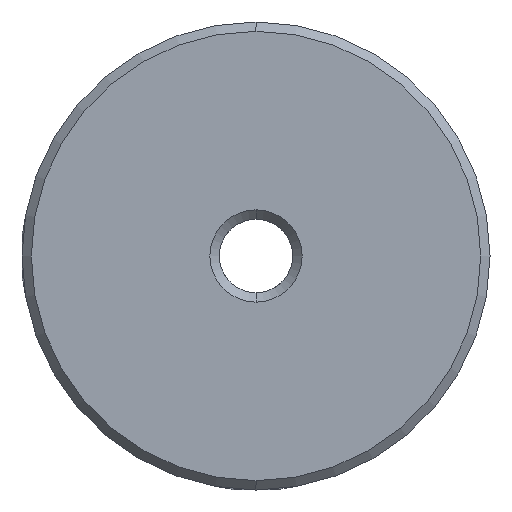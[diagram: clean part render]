
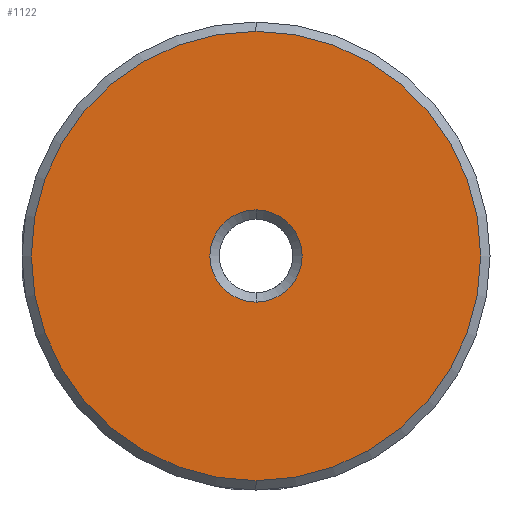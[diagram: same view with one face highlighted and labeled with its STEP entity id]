
A CAD part, left-side view. The second image highlights one B-rep face of the part: STEP entity #1122.
In plain terms, the highlighted planar face has unit normal (-1, 0, 0).
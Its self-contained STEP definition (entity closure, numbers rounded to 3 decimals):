
#9 = AXIS2_PLACEMENT_3D ( 'NONE', #215, #242, #243 ) ;
#10 = AXIS2_PLACEMENT_3D ( 'NONE', #239, #245, #246 ) ;
#215 = CARTESIAN_POINT ( 'NONE',  ( -9.55, 0., 0. ) ) ;
#239 = CARTESIAN_POINT ( 'NONE',  ( -9.55, 0., 0. ) ) ;
#242 = DIRECTION ( 'NONE',  ( -1., 0., 0. ) ) ;
#243 = DIRECTION ( 'NONE',  ( 0., 0., -1. ) ) ;
#245 = DIRECTION ( 'NONE',  ( 1., 0., 0. ) ) ;
#246 = DIRECTION ( 'NONE',  ( 0., 0., -1. ) ) ;
#551 = DIRECTION ( 'NONE',  ( 1., 0., 0. ) ) ;
#559 = CARTESIAN_POINT ( 'NONE',  ( -9.55, 0., 0. ) ) ;
#560 = DIRECTION ( 'NONE',  ( 0., 0., -1. ) ) ;
#589 = PLANE ( 'NONE',  #1392 ) ;
#769 = VERTEX_POINT ( 'NONE', #1008 ) ;
#770 = VERTEX_POINT ( 'NONE', #1009 ) ;
#771 = VERTEX_POINT ( 'NONE', #1010 ) ;
#772 = VERTEX_POINT ( 'NONE', #1011 ) ;
#1008 = CARTESIAN_POINT ( 'NONE',  ( -9.55, 0., -1.881 ) ) ;
#1009 = CARTESIAN_POINT ( 'NONE',  ( -9.55, 0., 1.881 ) ) ;
#1010 = CARTESIAN_POINT ( 'NONE',  ( -9.55, 0., 9.169 ) ) ;
#1011 = CARTESIAN_POINT ( 'NONE',  ( -9.55, 0., -9.169 ) ) ;
#1122 = ADVANCED_FACE ( 'NONE', ( #2138, #2130 ), #589, .F. ) ;
#1254 = EDGE_CURVE ( 'NONE', #770, #769, #2978, .T. ) ;
#1268 = EDGE_CURVE ( 'NONE', #771, #772, #3000, .T. ) ;
#1308 = EDGE_CURVE ( 'NONE', #772, #771, #3034, .T. ) ;
#1309 = EDGE_CURVE ( 'NONE', #769, #770, #3036, .T. ) ;
#1392 = AXIS2_PLACEMENT_3D ( 'NONE', #559, #551, #560 ) ;
#1472 = AXIS2_PLACEMENT_3D ( 'NONE', #2699, #2700, #2701 ) ;
#1478 = AXIS2_PLACEMENT_3D ( 'NONE', #2750, #2751, #2752 ) ;
#1535 = EDGE_LOOP ( 'NONE', ( #1692, #1693 ) ) ;
#1540 = EDGE_LOOP ( 'NONE', ( #1694, #1695 ) ) ;
#1692 = ORIENTED_EDGE ( 'NONE', *, *, #1308, .T. ) ;
#1693 = ORIENTED_EDGE ( 'NONE', *, *, #1268, .T. ) ;
#1694 = ORIENTED_EDGE ( 'NONE', *, *, #1254, .T. ) ;
#1695 = ORIENTED_EDGE ( 'NONE', *, *, #1309, .T. ) ;
#2130 = FACE_BOUND ( 'NONE', #1540, .T. ) ;
#2138 = FACE_OUTER_BOUND ( 'NONE', #1535, .T. ) ;
#2699 = CARTESIAN_POINT ( 'NONE',  ( -9.55, 0., 0. ) ) ;
#2700 = DIRECTION ( 'NONE',  ( 1., 0., 0. ) ) ;
#2701 = DIRECTION ( 'NONE',  ( 0., 0., -1. ) ) ;
#2750 = CARTESIAN_POINT ( 'NONE',  ( -9.55, 0., 0. ) ) ;
#2751 = DIRECTION ( 'NONE',  ( -1., 0., 0. ) ) ;
#2752 = DIRECTION ( 'NONE',  ( 0., 0., -1. ) ) ;
#2978 = CIRCLE ( 'NONE', #1472, 1.881 ) ;
#3000 = CIRCLE ( 'NONE', #1478, 9.169 ) ;
#3034 = CIRCLE ( 'NONE', #9, 9.169 ) ;
#3036 = CIRCLE ( 'NONE', #10, 1.881 ) ;
